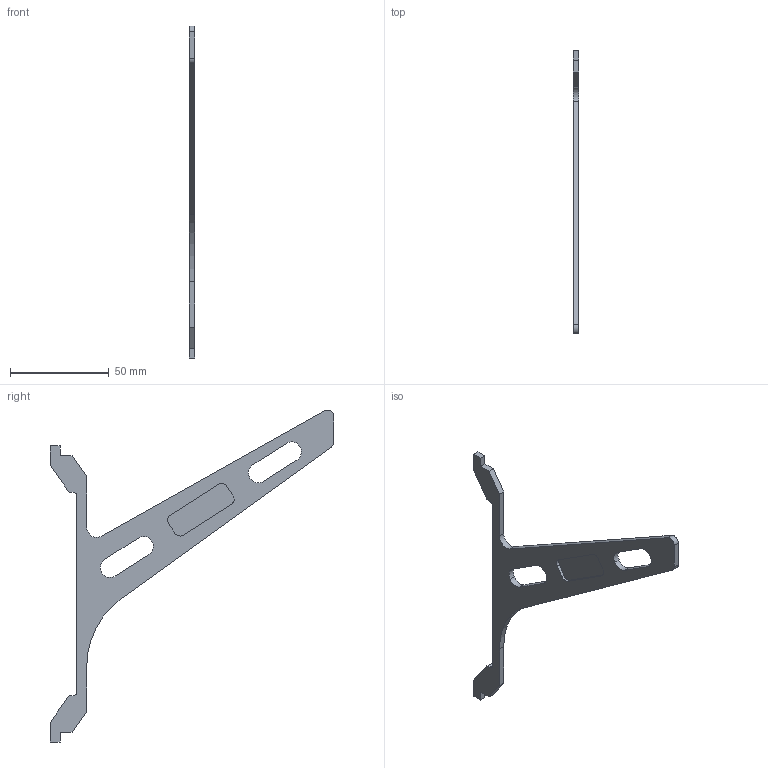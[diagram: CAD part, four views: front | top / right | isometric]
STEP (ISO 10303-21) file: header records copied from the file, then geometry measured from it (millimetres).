
FILE_DESCRIPTION(('CATIA V5 STEP Exchange'),'2;1');
FILE_NAME('Longeron 1.0.stp','2018-06-29T05:51:09+00:00',('none'),('none'),'CATIA Version 5 Release 21 GA (IN-10)','CATIA V5 STEP AP203','none');
FILE_SCHEMA(('CONFIG_CONTROL_DESIGN'));
Length unit declared in the file: millimetre
Products named in the file (1): Longeron 1.0
Bounding box: 3 x 143.5 x 168.11 mm (x, y, z)
Volume: 12325.2 mm3; surface area: 10998.1 mm2
Topology: 1 solids, 1 shells, 49 faces, 138 edges, 92 vertices
Faces by surface type: plane 31, cylinder 18
Entity records: 1577 total; most frequent: ORIENTED_EDGE 276, CARTESIAN_POINT 275, DIRECTION 226, EDGE_CURVE 138, VECTOR 102, LINE 102, VERTEX_POINT 92, AXIS2_PLACEMENT_3D 81
